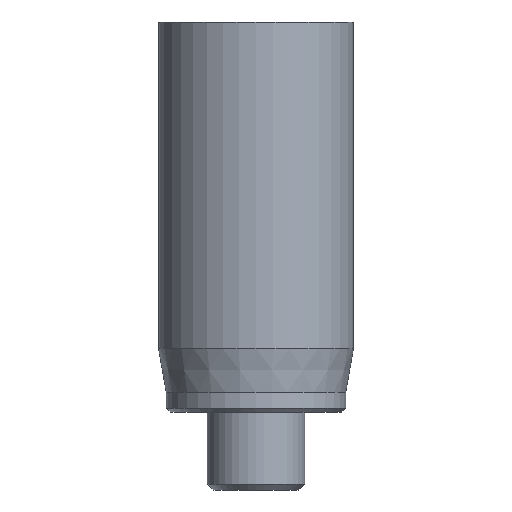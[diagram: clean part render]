
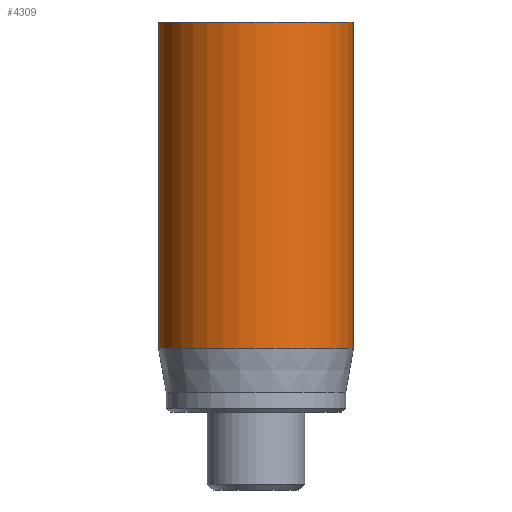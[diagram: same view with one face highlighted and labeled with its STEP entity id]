
A CAD part, front view. The second image highlights one B-rep face of the part: STEP entity #4309.
In plain terms, the highlighted cylindrical face has radius 5 mm (diameter 10 mm), a full revolution.
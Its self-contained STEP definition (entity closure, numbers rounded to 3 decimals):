
#40=CYLINDRICAL_SURFACE('',#4500,5.);
#58=CIRCLE('',#4467,5.);
#74=CIRCLE('',#4498,5.);
#75=CIRCLE('',#4499,5.);
#407=FACE_OUTER_BOUND('',#664,.T.);
#664=EDGE_LOOP('',(#3832,#3833,#3834,#3835,#3836));
#976=LINE('',#8211,#1292);
#1292=VECTOR('',#5022,5.);
#1978=VERTEX_POINT('',#8150);
#1994=VERTEX_POINT('',#8205);
#1995=VERTEX_POINT('',#8206);
#2589=EDGE_CURVE('',#1978,#1978,#58,.T.);
#2613=EDGE_CURVE('',#1994,#1995,#74,.T.);
#2614=EDGE_CURVE('',#1995,#1994,#75,.T.);
#2616=EDGE_CURVE('',#1978,#1994,#976,.T.);
#3832=ORIENTED_EDGE('',*,*,#2589,.T.);
#3833=ORIENTED_EDGE('',*,*,#2616,.T.);
#3834=ORIENTED_EDGE('',*,*,#2613,.T.);
#3835=ORIENTED_EDGE('',*,*,#2614,.T.);
#3836=ORIENTED_EDGE('',*,*,#2616,.F.);
#4309=ADVANCED_FACE('',(#407),#40,.T.);
#4467=AXIS2_PLACEMENT_3D('',#8151,#4945,#4946);
#4498=AXIS2_PLACEMENT_3D('',#8207,#5015,#5016);
#4499=AXIS2_PLACEMENT_3D('',#8208,#5017,#5018);
#4500=AXIS2_PLACEMENT_3D('',#8210,#5020,#5021);
#4945=DIRECTION('center_axis',(0.,0.,-1.));
#4946=DIRECTION('ref_axis',(-1.,0.,0.));
#5015=DIRECTION('center_axis',(0.,0.,1.));
#5016=DIRECTION('ref_axis',(-1.,0.,0.));
#5017=DIRECTION('center_axis',(0.,0.,1.));
#5018=DIRECTION('ref_axis',(-1.,0.,0.));
#5020=DIRECTION('center_axis',(0.,0.,1.));
#5021=DIRECTION('ref_axis',(-1.,0.,0.));
#5022=DIRECTION('',(0.,0.,-1.));
#8150=CARTESIAN_POINT('',(5.,0.,20.));
#8151=CARTESIAN_POINT('Origin',(0.,0.,20.));
#8205=CARTESIAN_POINT('',(5.,0.,3.269));
#8206=CARTESIAN_POINT('',(-5.,0.,3.269));
#8207=CARTESIAN_POINT('Origin',(0.,0.,3.269));
#8208=CARTESIAN_POINT('Origin',(0.,0.,3.269));
#8210=CARTESIAN_POINT('Origin',(0.,0.,0.));
#8211=CARTESIAN_POINT('',(5.,0.,0.));
